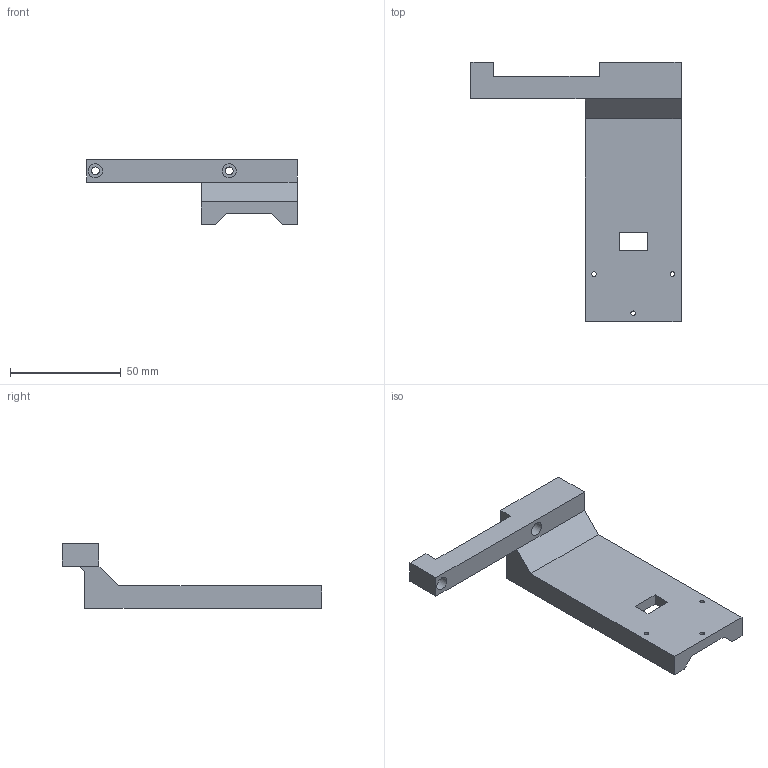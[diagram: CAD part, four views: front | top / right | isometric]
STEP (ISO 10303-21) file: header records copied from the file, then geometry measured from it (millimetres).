
FILE_DESCRIPTION(/* description */ (''),/* implementation_level */ '2;1');
FILE_NAME(/* name */ '83677859-17a0-4c29-95ab-43eb054604d0.step',/* time_stamp */ '2024-04-08T21:40:45Z',/* author */ (''),/* organization */ (''),/* preprocessor_version */ 'ST-DEVELOPER v20',/* originating_system */ 'Autodesk Translation Framework v12.20.1.177',/* authorisation */ '');
FILE_SCHEMA (('AUTOMOTIVE_DESIGN { 1 0 10303 214 3 1 1 }'));
Length unit declared in the file: inch
Products named in the file (1): Pan Tilt Small Drone Mount.f3d
Bounding box: 94.67 x 116.84 x 29.21 mm (x, y, z)
Volume: 48630.4 mm3; surface area: 18212.1 mm2
Topology: 1 solids, 1 shells, 40 faces, 98 edges, 65 vertices
Faces by surface type: plane 30, cylinder 10
Full cylindrical faces by diameter (mm): 2.032 x3, 3.493 x2, 3.556 x3, 6.35 x2
Entity records: 1233 total; most frequent: CARTESIAN_POINT 204, DIRECTION 200, ORIENTED_EDGE 196, EDGE_CURVE 98, LINE 78, VECTOR 78, VERTEX_POINT 65, AXIS2_PLACEMENT_3D 61
